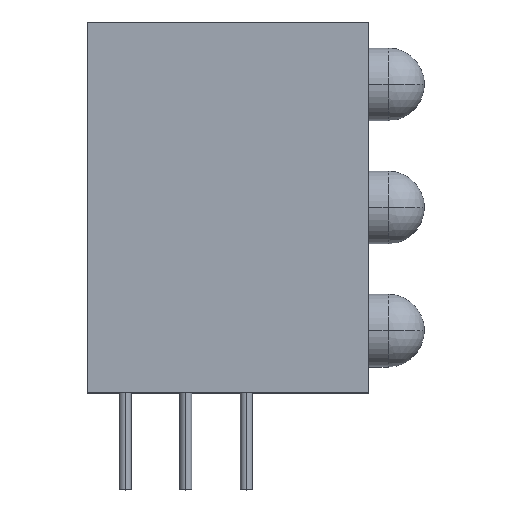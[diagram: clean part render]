
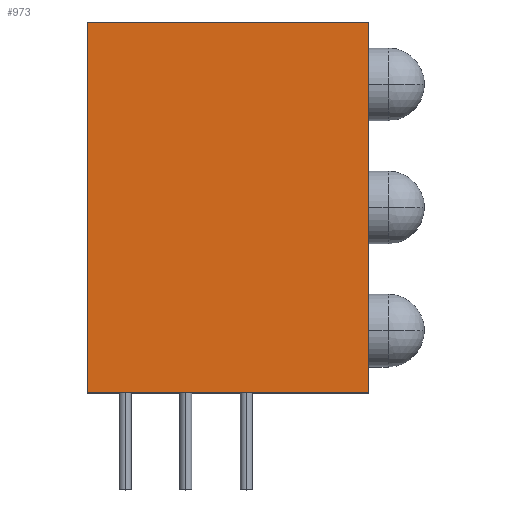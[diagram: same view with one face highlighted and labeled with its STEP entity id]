
A CAD part, top view. The second image highlights one B-rep face of the part: STEP entity #973.
In plain terms, the highlighted planar face has unit normal (0, 0, 1).
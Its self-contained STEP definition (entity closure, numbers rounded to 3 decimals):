
#7 = EDGE_CURVE ( 'NONE', #823, #70, #827, .T. ) ;
#27 = DIRECTION ( 'NONE',  ( 1., 0., 0. ) ) ;
#70 = VERTEX_POINT ( 'NONE', #628 ) ;
#105 = ORIENTED_EDGE ( 'NONE', *, *, #663, .T. ) ;
#109 = CARTESIAN_POINT ( 'NONE',  ( 11.6, 0., 4.5 ) ) ;
#266 = ORIENTED_EDGE ( 'NONE', *, *, #7, .T. ) ;
#321 = DIRECTION ( 'NONE',  ( 0., 1., 0. ) ) ;
#327 = LINE ( 'NONE', #932, #597 ) ;
#358 = LINE ( 'NONE', #461, #1235 ) ;
#374 = DIRECTION ( 'NONE',  ( -1., 0., 0. ) ) ;
#397 = EDGE_LOOP ( 'NONE', ( #105, #479, #266, #764 ) ) ;
#450 = DIRECTION ( 'NONE',  ( 0., -1., 0. ) ) ;
#451 = EDGE_CURVE ( 'NONE', #70, #1112, #1175, .T. ) ;
#455 = CARTESIAN_POINT ( 'NONE',  ( 0., 15.3, 4.5 ) ) ;
#461 = CARTESIAN_POINT ( 'NONE',  ( 0., 0., 4.5 ) ) ;
#471 = CARTESIAN_POINT ( 'NONE',  ( 0., 15.3, 4.5 ) ) ;
#475 = CARTESIAN_POINT ( 'NONE',  ( 0., 0., 4.5 ) ) ;
#479 = ORIENTED_EDGE ( 'NONE', *, *, #1284, .T. ) ;
#597 = VECTOR ( 'NONE', #27, 1000. ) ;
#628 = CARTESIAN_POINT ( 'NONE',  ( 11.6, 15.3, 4.5 ) ) ;
#636 = PLANE ( 'NONE',  #1236 ) ;
#645 = DIRECTION ( 'NONE',  ( 0., 0., -1. ) ) ;
#656 = VECTOR ( 'NONE', #374, 1000. ) ;
#663 = EDGE_CURVE ( 'NONE', #1112, #1228, #358, .T. ) ;
#764 = ORIENTED_EDGE ( 'NONE', *, *, #451, .T. ) ;
#823 = VERTEX_POINT ( 'NONE', #109 ) ;
#827 = LINE ( 'NONE', #1110, #1304 ) ;
#828 = FACE_OUTER_BOUND ( 'NONE', #397, .T. ) ;
#927 = CARTESIAN_POINT ( 'NONE',  ( 0., 0., 4.5 ) ) ;
#932 = CARTESIAN_POINT ( 'NONE',  ( 0., 0., 4.5 ) ) ;
#973 = ADVANCED_FACE ( 'NONE', ( #828 ), #636, .F. ) ;
#1042 = DIRECTION ( 'NONE',  ( -1., 0., 0. ) ) ;
#1110 = CARTESIAN_POINT ( 'NONE',  ( 11.6, 0., 4.5 ) ) ;
#1112 = VERTEX_POINT ( 'NONE', #455 ) ;
#1175 = LINE ( 'NONE', #471, #656 ) ;
#1228 = VERTEX_POINT ( 'NONE', #475 ) ;
#1235 = VECTOR ( 'NONE', #450, 1000. ) ;
#1236 = AXIS2_PLACEMENT_3D ( 'NONE', #927, #645, #1042 ) ;
#1284 = EDGE_CURVE ( 'NONE', #1228, #823, #327, .T. ) ;
#1304 = VECTOR ( 'NONE', #321, 1000. ) ;
